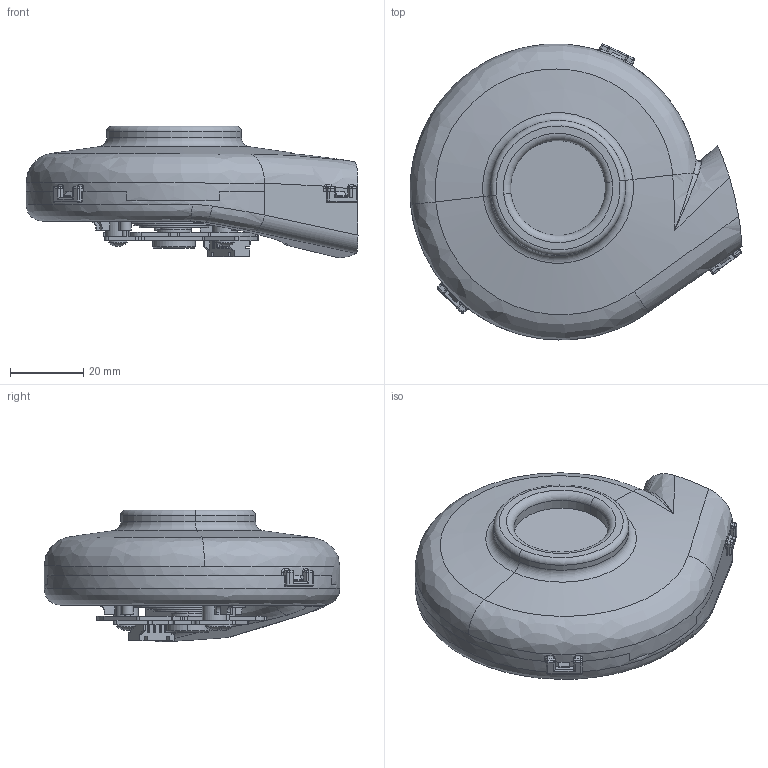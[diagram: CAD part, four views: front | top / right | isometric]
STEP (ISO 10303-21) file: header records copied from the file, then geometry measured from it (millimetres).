
FILE_DESCRIPTION((''),'2;1');
FILE_NAME('MD-5KPA','2022-02-14T15:59:25',('SPMS_CREO 13'),(''),'CREO PARAMETRIC BY PTC INC, 2019030','CREO PARAMETRIC BY PTC INC, 2019030','');
FILE_SCHEMA(('CONFIG_CONTROL_DESIGN'));
Length unit declared in the file: millimetre
Products named in the file (1): MD-5KPA
Bounding box: 90.9 x 81.04 x 36.06 mm (x, y, z)
Volume: 104308.3 mm3; surface area: 29942.1 mm2
Topology: 1 solids, 15 shells, 878 faces, 2492 edges, 1634 vertices
Faces by surface type: plane 431, cylinder 322, bspline 53, sphere 30, torus 26, extrusion 10, cone 6
Entity records: 32071 total; most frequent: CARTESIAN_POINT 9104, ORIENTED_EDGE 4920, DIRECTION 4732, EDGE_CURVE 2460, AXIS2_PLACEMENT_3D 1693, VERTEX_POINT 1634, VECTOR 1346, LINE 1336
